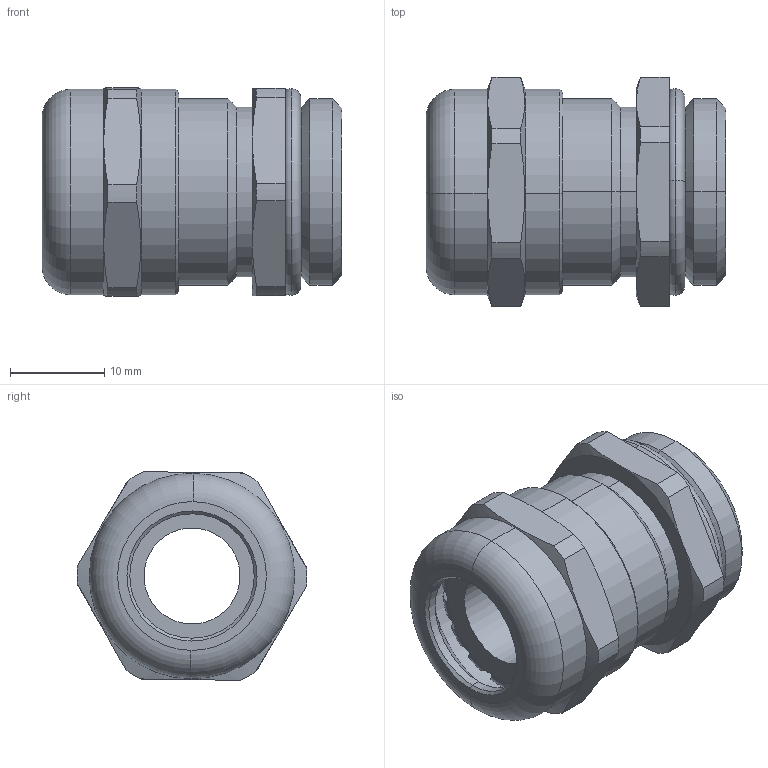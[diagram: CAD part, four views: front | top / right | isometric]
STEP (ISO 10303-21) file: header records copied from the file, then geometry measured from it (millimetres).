
FILE_DESCRIPTION (( 'STEP AP203' ), '1' );
FILE_NAME ('C5220040Eind1.STEP', '2024-07-23T12:38:53', ( '' ), ( '' ), 'SwSTEP 2.0', 'SolidWorks 2023', '' );
FILE_SCHEMA (( 'CONFIG_CONTROL_DESIGN' ));
Length unit declared in the file: millimetre
Products named in the file (7): d9020830; D1420420; d9202150; D1420000EindB; C5220040Eind1; D1320300; D9201118-Ø28x2
Assembly tree (6 placements, depth 2):
  C5220040Eind1
    D1420420
    D1320300
    d9020830
    d9202150
    D9201118-Ø28x2
    D1420000EindB
Bounding box: 31.8 x 24.4 x 22.15 mm (x, y, z)
Volume: 6145.6 mm3; surface area: 8974 mm2
Topology: 6 solids, 6 shells, 318 faces, 816 edges, 500 vertices
Faces by surface type: plane 132, cylinder 104, cone 48, torus 34
Entity records: 10711 total; most frequent: CARTESIAN_POINT 2368, DIRECTION 1634, ORIENTED_EDGE 1616, EDGE_CURVE 808, AXIS2_PLACEMENT_3D 646, VERTEX_POINT 500, LINE 342, VECTOR 342
